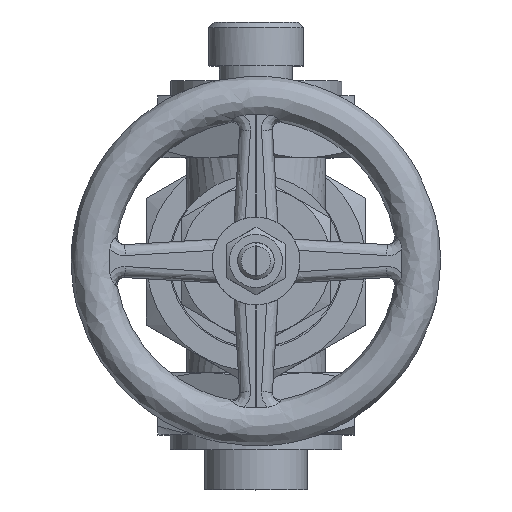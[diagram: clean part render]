
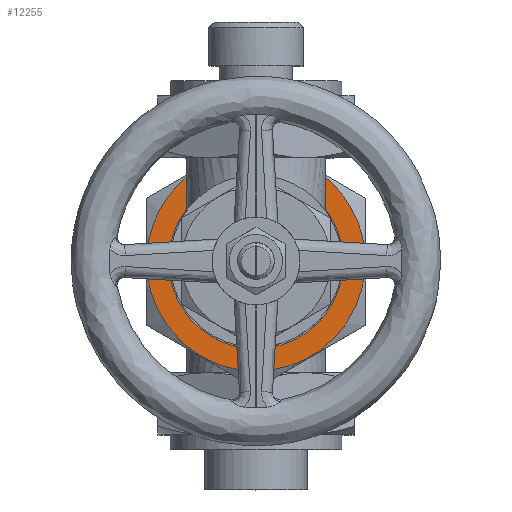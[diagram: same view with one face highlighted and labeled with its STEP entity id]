
A CAD part, top view. The second image highlights one B-rep face of the part: STEP entity #12255.
In plain terms, the highlighted free-form (B-spline) face has degree [1, 1] with [2, 2] control points.
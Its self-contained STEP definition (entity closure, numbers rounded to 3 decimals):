
#11988 = VERTEX_POINT('',#11989);
#11989 = CARTESIAN_POINT('',(-25.284,2.135,
    133.857));
#12007 = EDGE_CURVE('',#11988,#11988,#12008,.T.);
#12008 = ( BOUNDED_CURVE() B_SPLINE_CURVE(2,(#12009,#12010,#12011,#12012
    ,#12013,#12014,#12015),.UNSPECIFIED.,.T.,.F.) 
B_SPLINE_CURVE_WITH_KNOTS((3,2,2,3),(3.142,5.236,
7.33,9.425),.PIECEWISE_BEZIER_KNOTS.) CURVE() 
GEOMETRIC_REPRESENTATION_ITEM() RATIONAL_B_SPLINE_CURVE((1.,0.5,1.,0.5,
1.,0.5,1.)) REPRESENTATION_ITEM('') );
#12009 = CARTESIAN_POINT('',(-25.284,2.135,
    133.857));
#12010 = CARTESIAN_POINT('',(-25.282,27.682,
    133.857));
#12011 = CARTESIAN_POINT('',(-3.159,14.906,
    133.857));
#12012 = CARTESIAN_POINT('',(18.964,2.131,
    133.857));
#12013 = CARTESIAN_POINT('',(-3.161,-10.64,
    133.857));
#12014 = CARTESIAN_POINT('',(-25.287,-23.411,
    133.857));
#12015 = CARTESIAN_POINT('',(-25.284,2.135,
    133.857));
#12039 = EDGE_CURVE('',#12040,#12040,#12042,.T.);
#12040 = VERTEX_POINT('',#12041);
#12041 = CARTESIAN_POINT('',(-10.538,-27.407,
    133.857));
#12042 = ( BOUNDED_CURVE() B_SPLINE_CURVE(2,(#12043,#12044,#12045,#12046
    ,#12047,#12048,#12049),.UNSPECIFIED.,.T.,.F.) 
B_SPLINE_CURVE_WITH_KNOTS((3,2,2,3),(3.142,5.236,
7.33,9.425),.PIECEWISE_BEZIER_KNOTS.) CURVE() 
GEOMETRIC_REPRESENTATION_ITEM() RATIONAL_B_SPLINE_CURVE((1.,0.5,1.,0.5,
1.,0.5,1.)) REPRESENTATION_ITEM('') );
#12043 = CARTESIAN_POINT('',(-10.538,-27.407,
    133.857));
#12044 = CARTESIAN_POINT('',(40.629,-27.413,
    133.857));
#12045 = CARTESIAN_POINT('',(15.05,16.902,
    133.857));
#12046 = CARTESIAN_POINT('',(-10.529,61.216,
    133.857));
#12047 = CARTESIAN_POINT('',(-36.117,16.907,
    133.857));
#12048 = CARTESIAN_POINT('',(-61.705,-27.402,
    133.857));
#12049 = CARTESIAN_POINT('',(-10.538,-27.407,
    133.857));
#12255 = ADVANCED_FACE('',(#12256,#12259),#12262,.T.);
#12256 = FACE_BOUND('',#12257,.T.);
#12257 = EDGE_LOOP('',(#12258));
#12258 = ORIENTED_EDGE('',*,*,#12039,.T.);
#12259 = FACE_BOUND('',#12260,.T.);
#12260 = EDGE_LOOP('',(#12261));
#12261 = ORIENTED_EDGE('',*,*,#12007,.T.);
#12262 = B_SPLINE_SURFACE_WITH_KNOTS('',1,1,(
    (#12263,#12264)
    ,(#12265,#12266
    )),.UNSPECIFIED.,.F.,.F.,.F.,(2,2),(2,2),(-29.878,
    29.878),(-29.878,29.878),
  .PIECEWISE_BEZIER_KNOTS.);
#12263 = CARTESIAN_POINT('',(-40.079,-27.404,
    133.857));
#12264 = CARTESIAN_POINT('',(-40.073,31.678,
    133.857));
#12265 = CARTESIAN_POINT('',(19.004,-27.41,
    133.857));
#12266 = CARTESIAN_POINT('',(19.009,31.672,
    133.857));
